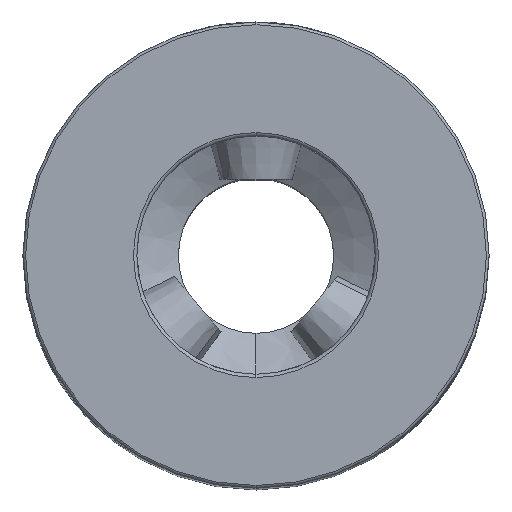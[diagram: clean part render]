
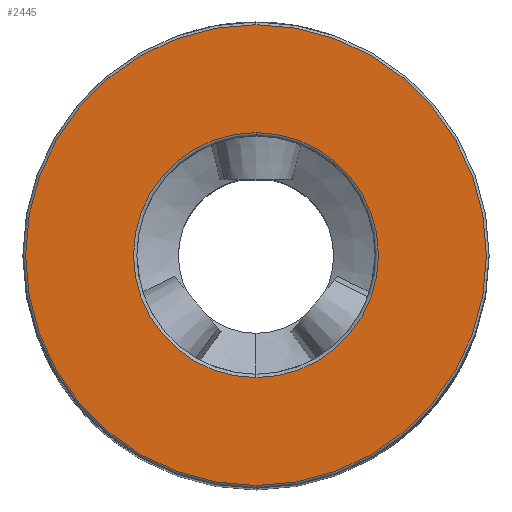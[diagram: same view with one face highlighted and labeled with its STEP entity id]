
A CAD part, top view. The second image highlights one B-rep face of the part: STEP entity #2445.
In plain terms, the highlighted planar face has unit normal (0, 0, 1).
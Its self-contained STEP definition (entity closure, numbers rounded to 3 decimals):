
#1371=EDGE_CURVE('NONE',#1407,#3069,#3660,.T.);
#1407=VERTEX_POINT('NONE',#3703);
#1469=VERTEX_POINT('NONE',#3768);
#2059=EDGE_CURVE('NONE',#2607,#1469,#4436,.T.);
#2217=EDGE_CURVE('NONE',#1469,#2607,#4613,.T.);
#2385=EDGE_CURVE('NONE',#3069,#1407,#4805,.T.);
#2445=ADVANCED_FACE('NONE',(#4873,#4874),#4875,.T.);
#2607=VERTEX_POINT('NONE',#5054);
#3069=VERTEX_POINT('NONE',#5569);
#3660=CIRCLE('',#6454,23.648);
#3703=CARTESIAN_POINT('',(0.,-23.648,0.));
#3768=CARTESIAN_POINT('',(0.,44.478,0.));
#4436=CIRCLE('',#8032,44.478);
#4613=CIRCLE('',#8460,44.478);
#4805=CIRCLE('',#8874,23.648);
#4873=FACE_OUTER_BOUND('',#8964,.T.);
#4874=FACE_BOUND('',#8965,.T.);
#4875=PLANE('',#8966);
#5054=CARTESIAN_POINT('',(0.,-44.478,0.));
#5569=CARTESIAN_POINT('',(0.,23.648,0.));
#6454=AXIS2_PLACEMENT_3D('',#11541,#11542,#11543);
#8032=AXIS2_PLACEMENT_3D('',#12507,#12508,#12509);
#8460=AXIS2_PLACEMENT_3D('',#12721,#12722,#12723);
#8874=AXIS2_PLACEMENT_3D('',#12967,#12968,#12969);
#8964=EDGE_LOOP('',(#13073,#13074));
#8965=EDGE_LOOP('',(#13075,#13076));
#8966=AXIS2_PLACEMENT_3D('',#13077,#13078,#13079);
#11541=CARTESIAN_POINT('',(0.,0.0,0.));
#11542=DIRECTION('',(0.,0.0,1.0));
#11543=DIRECTION('',(-1.0,0.0,0.));
#12507=CARTESIAN_POINT('',(0.,0.0,0.));
#12508=DIRECTION('',(0.,0.0,1.0));
#12509=DIRECTION('',(1.0,0.0,0.));
#12721=CARTESIAN_POINT('',(0.,0.0,0.));
#12722=DIRECTION('',(0.,0.0,1.0));
#12723=DIRECTION('',(1.0,0.0,0.));
#12967=CARTESIAN_POINT('',(0.,0.0,0.));
#12968=DIRECTION('',(0.,0.0,1.0));
#12969=DIRECTION('',(-1.0,0.0,0.));
#13073=ORIENTED_EDGE('',*,*,#2217,.T.);
#13074=ORIENTED_EDGE('',*,*,#2059,.T.);
#13075=ORIENTED_EDGE('',*,*,#1371,.F.);
#13076=ORIENTED_EDGE('',*,*,#2385,.F.);
#13077=CARTESIAN_POINT('',(0.,0.0,0.));
#13078=DIRECTION('',(0.,0.0,1.0));
#13079=DIRECTION('',(0.0,1.0,0.0));
